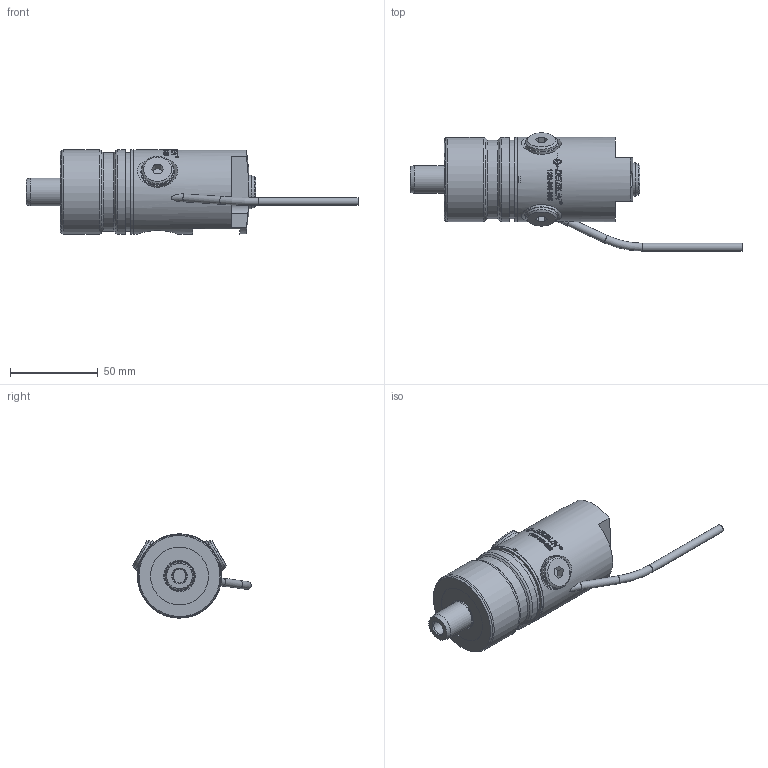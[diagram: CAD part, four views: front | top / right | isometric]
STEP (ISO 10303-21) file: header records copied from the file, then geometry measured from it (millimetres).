
FILE_DESCRIPTION(/* description */ (''),/* implementation_level */ '2;1');
FILE_NAME(/* name */ '1103-840-835-IC.stp',/* time_stamp */ '2020-05-14T08:50:05-05:00',/* author */ ('moorera'),/* organization */ (''),/* preprocessor_version */ 'ST-DEVELOPER v18.1',/* originating_system */ 'Autodesk Inventor 2020',/* authorisation */ '');
FILE_SCHEMA (('AUTOMOTIVE_DESIGN { 1 0 10303 214 3 1 1 }','AUTOMOTIVE_DESIGN { 1 0 10303 214 1 1 1 1 }'));
Length unit declared in the file: millimetre
Products named in the file (1): 1103-840-835-IC
Bounding box: 189.49 x 67.47 x 48 mm (x, y, z)
Volume: 180129 mm3; surface area: 34812.3 mm2
Topology: 1 solids, 13 shells, 563 faces, 1484 edges, 1010 vertices
Faces by surface type: plane 267, bspline 134, cylinder 114, cone 34, torus 14
Full cylindrical faces by diameter (mm): 4.134 x3, 4.5 x5, 5 x3, 5.5 x3, 7.2 x3, 7.5 x3, 8.1 x1, 8.5 x3, 9 x3, 11.445 x5, 13.157 x2, 13.5 x3, 14 x1, 15.9 x1, 16.5 x1, 18 x3, 19 x3, 29.5 x1, 33 x1, 44.6 x1, 45 x2, 48 x4
Entity records: 22829 total; most frequent: CARTESIAN_POINT 9065, ORIENTED_EDGE 2956, DIRECTION 2556, EDGE_CURVE 1478, VERTEX_POINT 1010, AXIS2_PLACEMENT_3D 986, EDGE_LOOP 648, LINE 584
